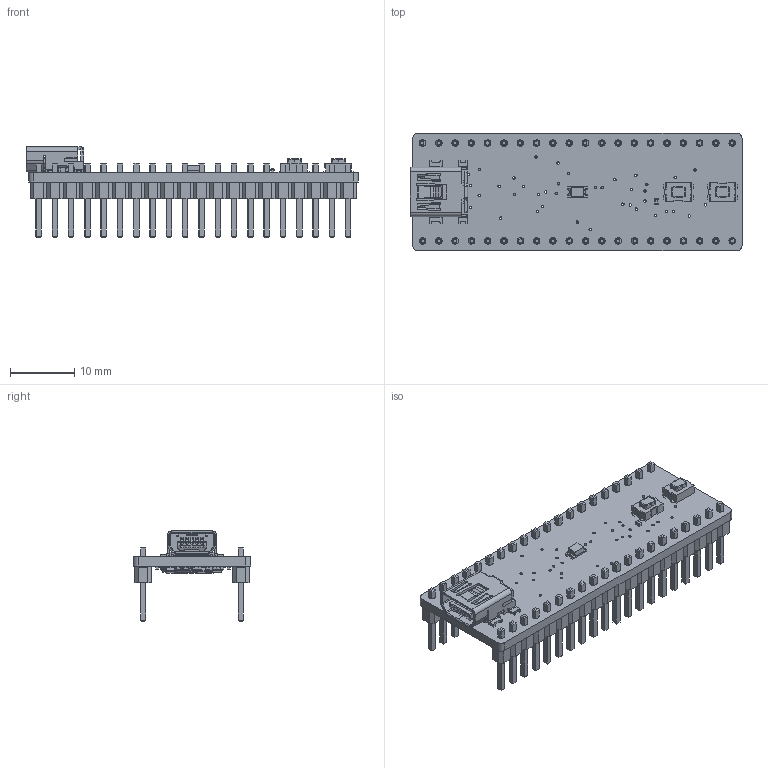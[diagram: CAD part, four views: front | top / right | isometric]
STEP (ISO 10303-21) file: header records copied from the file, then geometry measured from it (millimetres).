
FILE_DESCRIPTION(('FreeCAD Model'),'2;1');
FILE_NAME('maple_mini.step', '2017-07-04T10:27:43',('Author'),(''), 'Open CASCADE STEP processor 6.8','FreeCAD','Unknown');
FILE_SCHEMA(('AUTOMOTIVE_DESIGN_CC2 { 1 2 10303 214 -1 1 5 4 }'));
Length unit declared in the file: millimetre
Products named in the file (14): ASSEMBLY; IC003; R005; C004; X1; D1; J2; BUT; Board; D2; PCB_Holes; L1; UC1; OSC
Assembly tree (38 placements, depth 2):
  ASSEMBLY
    IC003  x4
    R005  x20
    C004  x2
    X1
    D1
    J2  x2
    BUT  x2
    Board
    D2
    PCB_Holes
    L1
    UC1
    OSC
Bounding box: 51.74 x 18.29 x 14.04 mm (x, y, z)
Volume: 2437.1 mm3; surface area: 5744.9 mm2
Topology: 37 solids, 37 shells, 3936 faces, 10223 edges, 6210 vertices
Faces by surface type: plane 2686, cylinder 954, sphere 168, bspline 106, cone 18, revolution 4
Full cylindrical faces by diameter (mm): 0.382 x46, 0.5 x1, 0.9 x2, 1.016 x40
Entity records: 89602 total; most frequent: CARTESIAN_POINT 13543, ORIENTED_EDGE 12472, DIRECTION 11890, EDGE_CURVE 6236, LINE 5064, VECTOR 5064, VERTEX_POINT 3898, AXIS2_PLACEMENT_3D 3411
